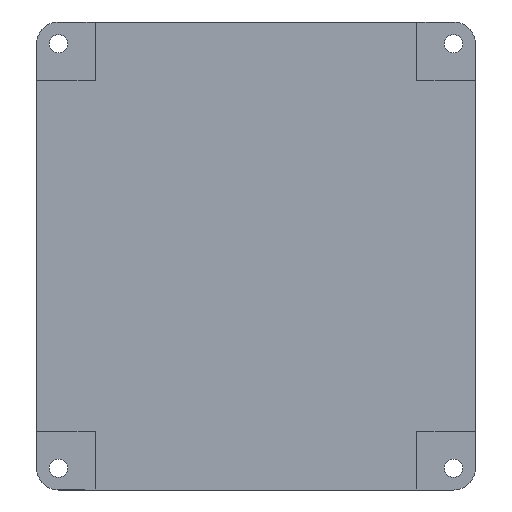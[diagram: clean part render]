
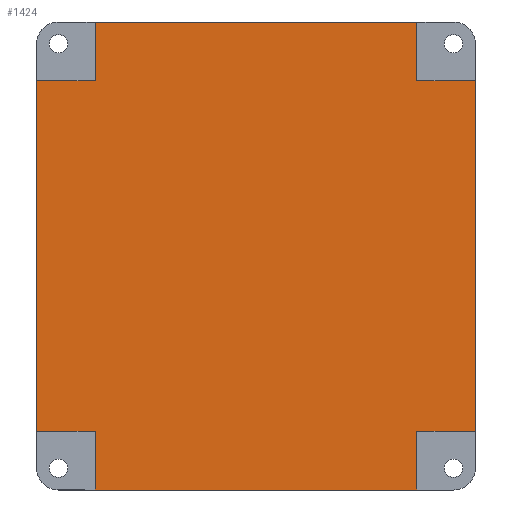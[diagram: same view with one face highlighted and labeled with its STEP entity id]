
A CAD part, front view. The second image highlights one B-rep face of the part: STEP entity #1424.
In plain terms, the highlighted planar face has unit normal (0, -1, 0).
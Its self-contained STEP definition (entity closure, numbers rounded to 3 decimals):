
#33 = LINE ( 'NONE', #3032, #233 ) ;
#71 = EDGE_CURVE ( 'NONE', #2767, #676, #2622, .T. ) ;
#172 = VECTOR ( 'NONE', #2024, 1000. ) ;
#216 = LINE ( 'NONE', #3409, #920 ) ;
#233 = VECTOR ( 'NONE', #585, 1000. ) ;
#280 = CARTESIAN_POINT ( 'NONE',  ( -29.987, 0., 23.987 ) ) ;
#292 = DIRECTION ( 'NONE',  ( 1., 0., 0. ) ) ;
#361 = ORIENTED_EDGE ( 'NONE', *, *, #2795, .F. ) ;
#401 = VERTEX_POINT ( 'NONE', #2604 ) ;
#439 = DIRECTION ( 'NONE',  ( 1., 0., 0. ) ) ;
#446 = VERTEX_POINT ( 'NONE', #3260 ) ;
#479 = VERTEX_POINT ( 'NONE', #280 ) ;
#550 = DIRECTION ( 'NONE',  ( 0., 0., -1. ) ) ;
#578 = DIRECTION ( 'NONE',  ( -1., 0., 0. ) ) ;
#585 = DIRECTION ( 'NONE',  ( 0., 0., -1. ) ) ;
#586 = VECTOR ( 'NONE', #1744, 1000. ) ;
#591 = LINE ( 'NONE', #1986, #172 ) ;
#618 = ORIENTED_EDGE ( 'NONE', *, *, #1926, .F. ) ;
#645 = LINE ( 'NONE', #2541, #586 ) ;
#669 = DIRECTION ( 'NONE',  ( 0., 0., 1. ) ) ;
#676 = VERTEX_POINT ( 'NONE', #1754 ) ;
#733 = CARTESIAN_POINT ( 'NONE',  ( -21.987, 0., -31.987 ) ) ;
#758 = VECTOR ( 'NONE', #292, 1000. ) ;
#849 = PLANE ( 'NONE',  #2755 ) ;
#859 = CARTESIAN_POINT ( 'NONE',  ( -21.987, 0., 23.987 ) ) ;
#872 = CARTESIAN_POINT ( 'NONE',  ( 21.987, 0., -31.987 ) ) ;
#902 = VERTEX_POINT ( 'NONE', #2504 ) ;
#920 = VECTOR ( 'NONE', #3375, 1000. ) ;
#936 = CARTESIAN_POINT ( 'NONE',  ( -29.987, 0., -29. ) ) ;
#976 = CARTESIAN_POINT ( 'NONE',  ( 21.987, 0., 31.987 ) ) ;
#1092 = CARTESIAN_POINT ( 'NONE',  ( 21.987, 0., 31.987 ) ) ;
#1098 = VECTOR ( 'NONE', #3259, 1000. ) ;
#1099 = DIRECTION ( 'NONE',  ( 0., 1., 0. ) ) ;
#1124 = LINE ( 'NONE', #1194, #758 ) ;
#1191 = ORIENTED_EDGE ( 'NONE', *, *, #2646, .F. ) ;
#1194 = CARTESIAN_POINT ( 'NONE',  ( -29.987, 0., 23.987 ) ) ;
#1213 = VECTOR ( 'NONE', #669, 1000. ) ;
#1316 = CARTESIAN_POINT ( 'NONE',  ( 29.987, 0., -23.987 ) ) ;
#1321 = DIRECTION ( 'NONE',  ( 0., 0., 1. ) ) ;
#1421 = FACE_OUTER_BOUND ( 'NONE', #2928, .T. ) ;
#1424 = ADVANCED_FACE ( 'NONE', ( #1421 ), #849, .F. ) ;
#1470 = ORIENTED_EDGE ( 'NONE', *, *, #3225, .F. ) ;
#1537 = CARTESIAN_POINT ( 'NONE',  ( -21.987, 0., 23.987 ) ) ;
#1567 = EDGE_CURVE ( 'NONE', #2920, #479, #2028, .T. ) ;
#1663 = ORIENTED_EDGE ( 'NONE', *, *, #2110, .F. ) ;
#1744 = DIRECTION ( 'NONE',  ( 0., 0., -1. ) ) ;
#1754 = CARTESIAN_POINT ( 'NONE',  ( -21.987, 0., 31.987 ) ) ;
#1819 = VERTEX_POINT ( 'NONE', #1316 ) ;
#1841 = VERTEX_POINT ( 'NONE', #3455 ) ;
#1907 = CARTESIAN_POINT ( 'NONE',  ( 21.987, 0., 23.987 ) ) ;
#1926 = EDGE_CURVE ( 'NONE', #1841, #446, #2741, .T. ) ;
#1986 = CARTESIAN_POINT ( 'NONE',  ( 29.987, 0., -23.987 ) ) ;
#2020 = ORIENTED_EDGE ( 'NONE', *, *, #2345, .F. ) ;
#2024 = DIRECTION ( 'NONE',  ( -1., 0., 0. ) ) ;
#2028 = LINE ( 'NONE', #936, #1213 ) ;
#2037 = LINE ( 'NONE', #3130, #2867 ) ;
#2055 = LINE ( 'NONE', #733, #3552 ) ;
#2110 = EDGE_CURVE ( 'NONE', #676, #3318, #2113, .T. ) ;
#2113 = LINE ( 'NONE', #3148, #2520 ) ;
#2263 = ORIENTED_EDGE ( 'NONE', *, *, #2967, .F. ) ;
#2273 = EDGE_CURVE ( 'NONE', #3123, #902, #216, .T. ) ;
#2305 = VECTOR ( 'NONE', #1321, 1000. ) ;
#2345 = EDGE_CURVE ( 'NONE', #401, #2920, #2037, .T. ) ;
#2504 = CARTESIAN_POINT ( 'NONE',  ( -21.987, 0., -31.987 ) ) ;
#2520 = VECTOR ( 'NONE', #439, 1000. ) ;
#2541 = CARTESIAN_POINT ( 'NONE',  ( 29.987, 0., 29. ) ) ;
#2604 = CARTESIAN_POINT ( 'NONE',  ( -21.987, 0., -23.987 ) ) ;
#2622 = LINE ( 'NONE', #1537, #2305 ) ;
#2646 = EDGE_CURVE ( 'NONE', #3318, #1841, #3538, .T. ) ;
#2664 = CARTESIAN_POINT ( 'NONE',  ( -29.987, 0., -23.987 ) ) ;
#2741 = LINE ( 'NONE', #1907, #1098 ) ;
#2755 = AXIS2_PLACEMENT_3D ( 'NONE', #2761, #1099, #3282 ) ;
#2761 = CARTESIAN_POINT ( 'NONE',  ( -27., 0., 29. ) ) ;
#2767 = VERTEX_POINT ( 'NONE', #859 ) ;
#2772 = EDGE_CURVE ( 'NONE', #1819, #3016, #591, .T. ) ;
#2783 = ORIENTED_EDGE ( 'NONE', *, *, #71, .F. ) ;
#2795 = EDGE_CURVE ( 'NONE', #446, #1819, #645, .T. ) ;
#2815 = VECTOR ( 'NONE', #550, 1000. ) ;
#2867 = VECTOR ( 'NONE', #578, 1000. ) ;
#2911 = DIRECTION ( 'NONE',  ( 0., 0., 1. ) ) ;
#2920 = VERTEX_POINT ( 'NONE', #2664 ) ;
#2927 = ORIENTED_EDGE ( 'NONE', *, *, #3197, .F. ) ;
#2928 = EDGE_LOOP ( 'NONE', ( #2020, #2263, #3395, #1470, #3372, #361, #618, #1191, #1663, #2783, #2927, #3180 ) ) ;
#2967 = EDGE_CURVE ( 'NONE', #902, #401, #2055, .T. ) ;
#3016 = VERTEX_POINT ( 'NONE', #3271 ) ;
#3032 = CARTESIAN_POINT ( 'NONE',  ( 21.987, 0., -23.987 ) ) ;
#3123 = VERTEX_POINT ( 'NONE', #872 ) ;
#3130 = CARTESIAN_POINT ( 'NONE',  ( -21.987, 0., -23.987 ) ) ;
#3148 = CARTESIAN_POINT ( 'NONE',  ( -27., 0., 31.987 ) ) ;
#3180 = ORIENTED_EDGE ( 'NONE', *, *, #1567, .F. ) ;
#3197 = EDGE_CURVE ( 'NONE', #479, #2767, #1124, .T. ) ;
#3225 = EDGE_CURVE ( 'NONE', #3016, #3123, #33, .T. ) ;
#3259 = DIRECTION ( 'NONE',  ( 1., 0., 0. ) ) ;
#3260 = CARTESIAN_POINT ( 'NONE',  ( 29.987, 0., 23.987 ) ) ;
#3271 = CARTESIAN_POINT ( 'NONE',  ( 21.987, 0., -23.987 ) ) ;
#3282 = DIRECTION ( 'NONE',  ( 0., 0., 1. ) ) ;
#3318 = VERTEX_POINT ( 'NONE', #976 ) ;
#3372 = ORIENTED_EDGE ( 'NONE', *, *, #2772, .F. ) ;
#3375 = DIRECTION ( 'NONE',  ( -1., 0., 0. ) ) ;
#3395 = ORIENTED_EDGE ( 'NONE', *, *, #2273, .F. ) ;
#3409 = CARTESIAN_POINT ( 'NONE',  ( 27., 0., -31.987 ) ) ;
#3455 = CARTESIAN_POINT ( 'NONE',  ( 21.987, 0., 23.987 ) ) ;
#3538 = LINE ( 'NONE', #1092, #2815 ) ;
#3552 = VECTOR ( 'NONE', #2911, 1000. ) ;
